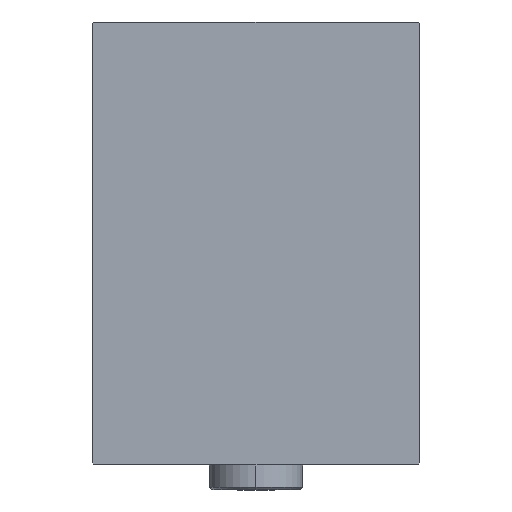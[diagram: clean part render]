
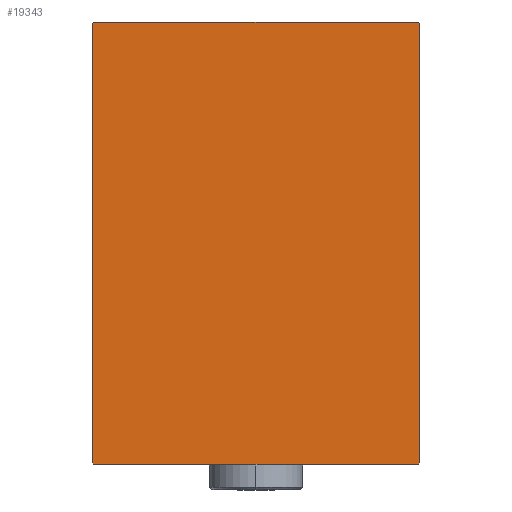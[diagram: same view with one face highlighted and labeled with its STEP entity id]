
A CAD part, left-side view. The second image highlights one B-rep face of the part: STEP entity #19343.
In plain terms, the highlighted face is planar.
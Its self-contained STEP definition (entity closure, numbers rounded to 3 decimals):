
#256 = DIRECTION ( 'NONE',  ( 0., 0., -1. ) ) ;
#472 = VECTOR ( 'NONE', #520, 1000. ) ;
#520 = DIRECTION ( 'NONE',  ( 0., 0.707, -0.707 ) ) ;
#599 = DIRECTION ( 'NONE',  ( 0., 0.707, 0.707 ) ) ;
#602 = CARTESIAN_POINT ( 'NONE',  ( 223., -31.5, -42.2 ) ) ;
#3345 = LINE ( 'NONE', #27563, #44291 ) ;
#4096 = LINE ( 'NONE', #18291, #10193 ) ;
#5066 = EDGE_CURVE ( 'NONE', #13778, #44419, #27437, .T. ) ;
#6028 = VERTEX_POINT ( 'NONE', #602 ) ;
#6594 = DIRECTION ( 'NONE',  ( 0., -0.707, -0.707 ) ) ;
#6718 = EDGE_CURVE ( 'NONE', #25758, #17413, #40204, .T. ) ;
#7146 = DIRECTION ( 'NONE',  ( 0., -0.707, 0.707 ) ) ;
#9033 = CARTESIAN_POINT ( 'NONE',  ( 223., 31.5, 42.5 ) ) ;
#9433 = EDGE_CURVE ( 'NONE', #17413, #14154, #4096, .T. ) ;
#9457 = CARTESIAN_POINT ( 'NONE',  ( 223., 31.5, 42.2 ) ) ;
#9731 = ORIENTED_EDGE ( 'NONE', *, *, #9433, .T. ) ;
#10193 = VECTOR ( 'NONE', #599, 1000. ) ;
#11460 = VECTOR ( 'NONE', #7146, 1000. ) ;
#11853 = FACE_OUTER_BOUND ( 'NONE', #28223, .T. ) ;
#12770 = DIRECTION ( 'NONE',  ( 0., -1., 0. ) ) ;
#13778 = VERTEX_POINT ( 'NONE', #31333 ) ;
#14152 = CARTESIAN_POINT ( 'NONE',  ( 223., -31.2, 42.5 ) ) ;
#14154 = VERTEX_POINT ( 'NONE', #35072 ) ;
#15082 = DIRECTION ( 'NONE',  ( 0., 1., 0. ) ) ;
#15126 = CARTESIAN_POINT ( 'NONE',  ( 223., -31.5, 42.5 ) ) ;
#15666 = CARTESIAN_POINT ( 'NONE',  ( 223., -31.2, -42.5 ) ) ;
#16446 = VERTEX_POINT ( 'NONE', #19612 ) ;
#17413 = VERTEX_POINT ( 'NONE', #45354 ) ;
#18210 = LINE ( 'NONE', #32419, #472 ) ;
#18291 = CARTESIAN_POINT ( 'NONE',  ( 223., 36.85, -36.85 ) ) ;
#19343 = ADVANCED_FACE ( 'NONE', ( #11853 ), #36756, .T. ) ;
#19612 = CARTESIAN_POINT ( 'NONE',  ( 223., -31.5, 42.2 ) ) ;
#20600 = ORIENTED_EDGE ( 'NONE', *, *, #29052, .T. ) ;
#20738 = ORIENTED_EDGE ( 'NONE', *, *, #6718, .T. ) ;
#20908 = CARTESIAN_POINT ( 'NONE',  ( 223., 36.85, 36.85 ) ) ;
#22540 = CARTESIAN_POINT ( 'NONE',  ( 223., -31.5, -42.5 ) ) ;
#22813 = CARTESIAN_POINT ( 'NONE',  ( 223., 0., 0. ) ) ;
#25758 = VERTEX_POINT ( 'NONE', #15666 ) ;
#26080 = LINE ( 'NONE', #15126, #43319 ) ;
#27316 = EDGE_CURVE ( 'NONE', #16446, #6028, #26080, .T. ) ;
#27437 = LINE ( 'NONE', #9033, #30277 ) ;
#27563 = CARTESIAN_POINT ( 'NONE',  ( 223., -36.85, 36.85 ) ) ;
#27799 = VECTOR ( 'NONE', #35256, 1000. ) ;
#28197 = ORIENTED_EDGE ( 'NONE', *, *, #39517, .T. ) ;
#28223 = EDGE_LOOP ( 'NONE', ( #20738, #9731, #20600, #28888, #30945, #40157, #38248, #28197 ) ) ;
#28888 = ORIENTED_EDGE ( 'NONE', *, *, #29508, .T. ) ;
#29052 = EDGE_CURVE ( 'NONE', #14154, #45508, #30849, .T. ) ;
#29072 = AXIS2_PLACEMENT_3D ( 'NONE', #22813, #36304, #40013 ) ;
#29508 = EDGE_CURVE ( 'NONE', #45508, #13778, #38801, .T. ) ;
#30277 = VECTOR ( 'NONE', #12770, 1000. ) ;
#30849 = LINE ( 'NONE', #45260, #27799 ) ;
#30945 = ORIENTED_EDGE ( 'NONE', *, *, #5066, .T. ) ;
#31333 = CARTESIAN_POINT ( 'NONE',  ( 223., 31.2, 42.5 ) ) ;
#32419 = CARTESIAN_POINT ( 'NONE',  ( 223., -36.85, -36.85 ) ) ;
#34479 = EDGE_CURVE ( 'NONE', #44419, #16446, #3345, .T. ) ;
#35072 = CARTESIAN_POINT ( 'NONE',  ( 223., 31.5, -42.2 ) ) ;
#35256 = DIRECTION ( 'NONE',  ( 0., 0., 1. ) ) ;
#36304 = DIRECTION ( 'NONE',  ( 1., 0., 0. ) ) ;
#36756 = PLANE ( 'NONE',  #29072 ) ;
#38248 = ORIENTED_EDGE ( 'NONE', *, *, #27316, .T. ) ;
#38801 = LINE ( 'NONE', #20908, #11460 ) ;
#39517 = EDGE_CURVE ( 'NONE', #6028, #25758, #18210, .T. ) ;
#40013 = DIRECTION ( 'NONE',  ( 0., 0., -1. ) ) ;
#40157 = ORIENTED_EDGE ( 'NONE', *, *, #34479, .T. ) ;
#40204 = LINE ( 'NONE', #22540, #45181 ) ;
#43319 = VECTOR ( 'NONE', #256, 1000. ) ;
#44291 = VECTOR ( 'NONE', #6594, 1000. ) ;
#44419 = VERTEX_POINT ( 'NONE', #14152 ) ;
#45181 = VECTOR ( 'NONE', #15082, 1000. ) ;
#45260 = CARTESIAN_POINT ( 'NONE',  ( 223., 31.5, -42.5 ) ) ;
#45354 = CARTESIAN_POINT ( 'NONE',  ( 223., 31.2, -42.5 ) ) ;
#45508 = VERTEX_POINT ( 'NONE', #9457 ) ;
